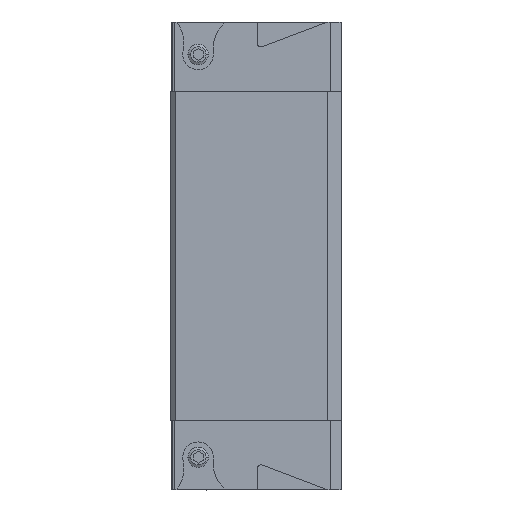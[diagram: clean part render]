
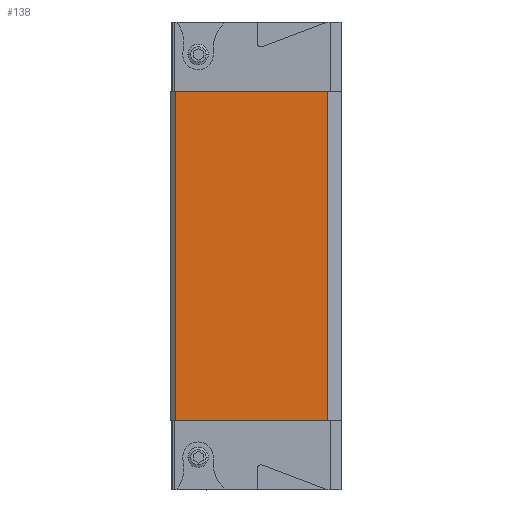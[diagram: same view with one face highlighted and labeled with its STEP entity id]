
A CAD part, left-side view. The second image highlights one B-rep face of the part: STEP entity #138.
In plain terms, the highlighted face is planar.
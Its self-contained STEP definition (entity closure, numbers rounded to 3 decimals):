
#8 = CARTESIAN_POINT ( 'NONE',  ( 43., 0., -48.5 ) ) ;
#138 = ADVANCED_FACE ( 'NONE', ( #3190 ), #3194, .T. ) ;
#350 = EDGE_CURVE ( 'NONE', #3816, #1472, #4985, .T. ) ;
#410 = CARTESIAN_POINT ( 'NONE',  ( 43., -1.5, -48.5 ) ) ;
#592 = EDGE_LOOP ( 'NONE', ( #1505, #7185, #2692, #3225 ) ) ;
#654 = VERTEX_POINT ( 'NONE', #5008 ) ;
#1224 = LINE ( 'NONE', #5884, #4879 ) ;
#1225 = EDGE_CURVE ( 'NONE', #2568, #3816, #4119, .T. ) ;
#1421 = VECTOR ( 'NONE', #6997, 1000. ) ;
#1472 = VERTEX_POINT ( 'NONE', #2786 ) ;
#1505 = ORIENTED_EDGE ( 'NONE', *, *, #2569, .T. ) ;
#1635 = VECTOR ( 'NONE', #5725, 1000. ) ;
#2568 = VERTEX_POINT ( 'NONE', #3087 ) ;
#2569 = EDGE_CURVE ( 'NONE', #2568, #654, #1224, .T. ) ;
#2692 = ORIENTED_EDGE ( 'NONE', *, *, #350, .F. ) ;
#2786 = CARTESIAN_POINT ( 'NONE',  ( 43., -1.5, -48.5 ) ) ;
#2992 = CARTESIAN_POINT ( 'NONE',  ( 43., -1.5, 48.5 ) ) ;
#3087 = CARTESIAN_POINT ( 'NONE',  ( 43., -46.3, 48.5 ) ) ;
#3143 = CARTESIAN_POINT ( 'NONE',  ( 43., 0., 48.5 ) ) ;
#3150 = DIRECTION ( 'NONE',  ( 0., 0., -1. ) ) ;
#3190 = FACE_OUTER_BOUND ( 'NONE', #592, .T. ) ;
#3194 = PLANE ( 'NONE',  #3776 ) ;
#3225 = ORIENTED_EDGE ( 'NONE', *, *, #1225, .F. ) ;
#3722 = CARTESIAN_POINT ( 'NONE',  ( 43., -46.3, -48.5 ) ) ;
#3776 = AXIS2_PLACEMENT_3D ( 'NONE', #3722, #4282, #5935 ) ;
#3816 = VERTEX_POINT ( 'NONE', #2992 ) ;
#4119 = LINE ( 'NONE', #3143, #1421 ) ;
#4282 = DIRECTION ( 'NONE',  ( 1., 0., 0. ) ) ;
#4648 = VECTOR ( 'NONE', #3150, 1000. ) ;
#4879 = VECTOR ( 'NONE', #7001, 1000. ) ;
#4985 = LINE ( 'NONE', #410, #4648 ) ;
#5008 = CARTESIAN_POINT ( 'NONE',  ( 43., -46.3, -48.5 ) ) ;
#5570 = EDGE_CURVE ( 'NONE', #654, #1472, #6745, .T. ) ;
#5725 = DIRECTION ( 'NONE',  ( 0., 1., 0. ) ) ;
#5884 = CARTESIAN_POINT ( 'NONE',  ( 43., -46.3, -48.5 ) ) ;
#5935 = DIRECTION ( 'NONE',  ( 0., 0., -1. ) ) ;
#6745 = LINE ( 'NONE', #8, #1635 ) ;
#6997 = DIRECTION ( 'NONE',  ( 0., 1., 0. ) ) ;
#7001 = DIRECTION ( 'NONE',  ( 0., 0., -1. ) ) ;
#7185 = ORIENTED_EDGE ( 'NONE', *, *, #5570, .T. ) ;
